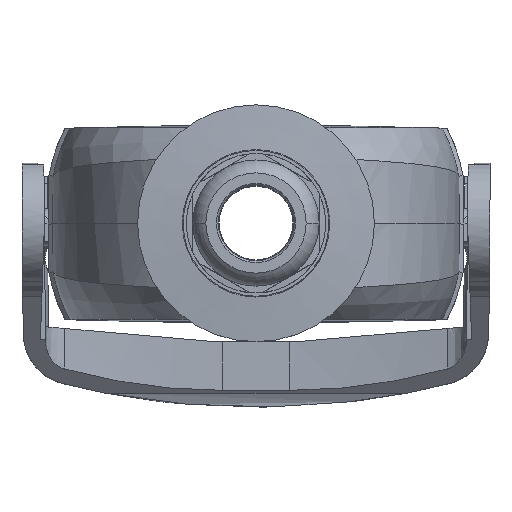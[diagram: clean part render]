
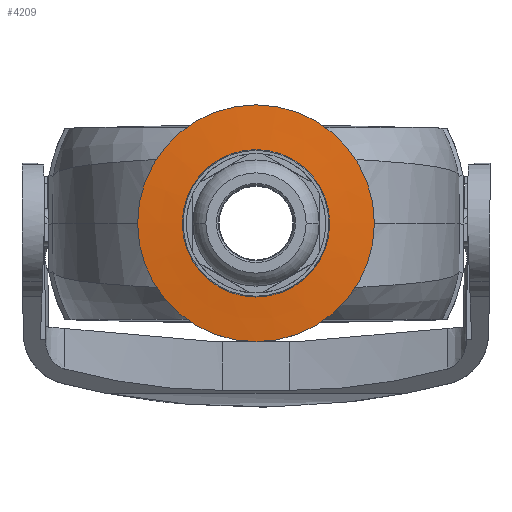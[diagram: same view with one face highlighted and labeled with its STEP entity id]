
A CAD part, top view. The second image highlights one B-rep face of the part: STEP entity #4209.
In plain terms, the highlighted conical face has half-angle 85 degrees and reference radius 27.25 mm.
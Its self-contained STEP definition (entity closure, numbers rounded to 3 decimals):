
#1211=CONICAL_SURFACE('',#12872,27.25,85.);
#3758=FACE_BOUND('',#5725,.T.);
#3759=FACE_BOUND('',#5726,.T.);
#4209=ADVANCED_FACE('',(#3758,#3759),#1211,.T.);
#5725=EDGE_LOOP('',(#8170));
#5726=EDGE_LOOP('',(#8171));
#8170=ORIENTED_EDGE('',*,*,#11344,.T.);
#8171=ORIENTED_EDGE('',*,*,#11345,.T.);
#9899=VERTEX_POINT('',#22000);
#9900=VERTEX_POINT('',#22002);
#11344=EDGE_CURVE('',#9899,#9899,#11988,.T.);
#11345=EDGE_CURVE('',#9900,#9900,#11989,.T.);
#11988=CIRCLE('',#12870,16.934);
#11989=CIRCLE('',#12871,27.2);
#12870=AXIS2_PLACEMENT_3D('',#21999,#15082,#15083);
#12871=AXIS2_PLACEMENT_3D('',#22001,#15084,#15085);
#12872=AXIS2_PLACEMENT_3D('',#22003,#15086,#15087);
#15082=DIRECTION('',(0.,0.,-1.));
#15083=DIRECTION('',(1.,0.,0.));
#15084=DIRECTION('',(0.,0.,1.));
#15085=DIRECTION('',(-1.,0.,0.));
#15086=DIRECTION('',(0.,0.,-1.));
#15087=DIRECTION('',(-1.,0.,0.));
#21999=CARTESIAN_POINT('',(0.,0.,98.103));
#22000=CARTESIAN_POINT('',(16.934,0.,98.103));
#22001=CARTESIAN_POINT('',(0.,0.,97.204));
#22002=CARTESIAN_POINT('',(-27.2,0.,97.204));
#22003=CARTESIAN_POINT('',(0.,0.,97.2));
